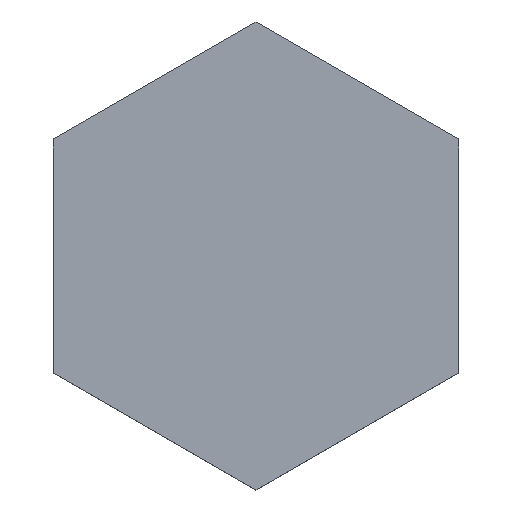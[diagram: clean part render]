
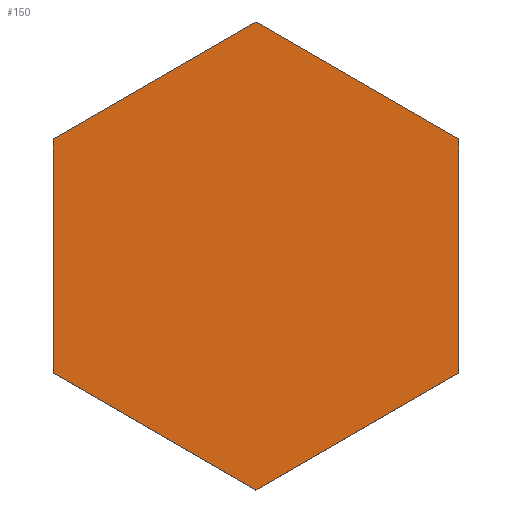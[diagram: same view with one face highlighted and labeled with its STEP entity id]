
A CAD part, top view. The second image highlights one B-rep face of the part: STEP entity #150.
In plain terms, the highlighted planar face has unit normal (0, 0, 1).
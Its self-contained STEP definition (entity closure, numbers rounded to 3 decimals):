
#150=ADVANCED_FACE('',(#5164),#5166,.T.);
#5164=FACE_BOUND('',#5165,.T.);
#5165=EDGE_LOOP('',(#5989,#5990,#5991,#5992,#5993,#5994));
#5166=PLANE('',#5167);
#5167=AXIS2_PLACEMENT_3D('',#5168,#5169,#5170);
#5168=CARTESIAN_POINT('',(0.,0.,32.));
#5169=DIRECTION('',(0.,0.,1.));
#5170=DIRECTION('',(-1.,0.,0.));
#5989=ORIENTED_EDGE('',*,*,#6119,.T.);
#5990=ORIENTED_EDGE('',*,*,#6117,.T.);
#5991=ORIENTED_EDGE('',*,*,#6115,.T.);
#5992=ORIENTED_EDGE('',*,*,#6113,.T.);
#5993=ORIENTED_EDGE('',*,*,#6111,.T.);
#5994=ORIENTED_EDGE('',*,*,#6109,.T.);
#6109=EDGE_CURVE('',#6228,#6226,#6229,.T.);
#6111=EDGE_CURVE('',#6231,#6228,#6232,.T.);
#6113=EDGE_CURVE('',#6234,#6231,#6235,.T.);
#6115=EDGE_CURVE('',#6237,#6234,#6238,.T.);
#6117=EDGE_CURVE('',#6240,#6237,#6241,.T.);
#6119=EDGE_CURVE('',#6226,#6240,#6243,.T.);
#6226=VERTEX_POINT('',#8856);
#6228=VERTEX_POINT('',#8860);
#6229=LINE('',#8861,#8862);
#6231=VERTEX_POINT('',#8867);
#6232=LINE('',#8868,#8869);
#6234=VERTEX_POINT('',#8874);
#6235=LINE('',#8875,#8876);
#6237=VERTEX_POINT('',#8881);
#6238=LINE('',#8882,#8883);
#6240=VERTEX_POINT('',#8888);
#6241=LINE('',#8889,#8890);
#6243=LINE('',#8895,#8896);
#8856=CARTESIAN_POINT('',(0.,-5.774,32.));
#8860=CARTESIAN_POINT('',(-5.,-2.887,32.));
#8861=CARTESIAN_POINT('',(-5.,-2.887,32.));
#8862=VECTOR('',#8863,1.);
#8863=DIRECTION('',(0.866,-0.5,0.));
#8867=CARTESIAN_POINT('',(-5.,2.887,32.));
#8868=CARTESIAN_POINT('',(-5.,2.887,32.));
#8869=VECTOR('',#8870,1.);
#8870=DIRECTION('',(0.,-1.,0.));
#8874=CARTESIAN_POINT('',(0.,5.774,32.));
#8875=CARTESIAN_POINT('',(0.,5.774,32.));
#8876=VECTOR('',#8877,1.);
#8877=DIRECTION('',(-0.866,-0.5,0.));
#8881=CARTESIAN_POINT('',(5.,2.887,32.));
#8882=CARTESIAN_POINT('',(5.,2.887,32.));
#8883=VECTOR('',#8884,1.);
#8884=DIRECTION('',(-0.866,0.5,0.));
#8888=CARTESIAN_POINT('',(5.,-2.887,32.));
#8889=CARTESIAN_POINT('',(5.,-2.887,32.));
#8890=VECTOR('',#8891,1.);
#8891=DIRECTION('',(0.,1.,0.));
#8895=CARTESIAN_POINT('',(0.,-5.774,32.));
#8896=VECTOR('',#8897,1.);
#8897=DIRECTION('',(0.866,0.5,0.));
